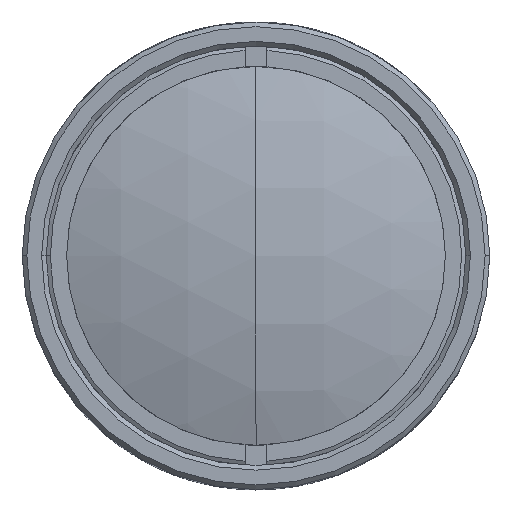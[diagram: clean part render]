
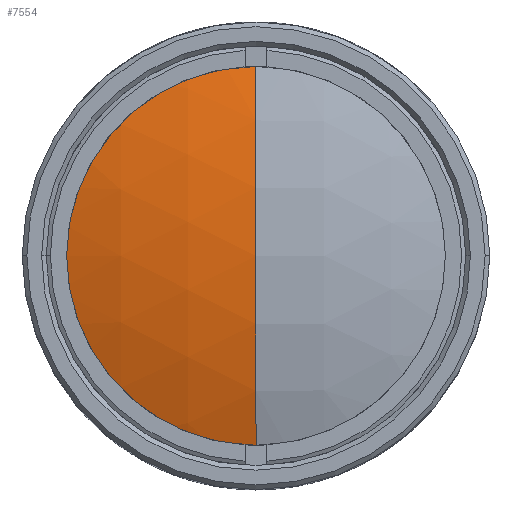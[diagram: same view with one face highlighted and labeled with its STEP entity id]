
A CAD part, top view. The second image highlights one B-rep face of the part: STEP entity #7554.
In plain terms, the highlighted spherical face has radius 32.525 mm.
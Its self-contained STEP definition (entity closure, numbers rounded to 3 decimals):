
#470 = AXIS2_PLACEMENT_3D ( 'NONE', #649, #7864, #1690 ) ;
#649 = CARTESIAN_POINT ( 'NONE',  ( 0., 0., -33.282 ) ) ;
#1405 = DIRECTION ( 'NONE',  ( -1., 0., 0. ) ) ;
#1528 = DIRECTION ( 'NONE',  ( -1., 0., 0. ) ) ;
#1690 = DIRECTION ( 'NONE',  ( 0., 0., -1. ) ) ;
#1960 = FACE_OUTER_BOUND ( 'NONE', #4436, .T. ) ;
#2264 = EDGE_CURVE ( 'NONE', #4096, #4081, #12793, .T. ) ;
#2275 = SPHERICAL_SURFACE ( 'NONE', #3137, 32.525 ) ;
#2583 = ORIENTED_EDGE ( 'NONE', *, *, #11013, .F. ) ;
#2640 = AXIS2_PLACEMENT_3D ( 'NONE', #5875, #13065, #6911 ) ;
#3137 = AXIS2_PLACEMENT_3D ( 'NONE', #12708, #1405, #8635 ) ;
#3569 = VERTEX_POINT ( 'NONE', #11970 ) ;
#4056 = CIRCLE ( 'NONE', #2640, 10.913 ) ;
#4081 = VERTEX_POINT ( 'NONE', #11863 ) ;
#4096 = VERTEX_POINT ( 'NONE', #6744 ) ;
#4436 = EDGE_LOOP ( 'NONE', ( #13045, #9900, #2583 ) ) ;
#5875 = CARTESIAN_POINT ( 'NONE',  ( 0., 0., -2.643 ) ) ;
#6744 = CARTESIAN_POINT ( 'NONE',  ( 0., -10.913, -2.643 ) ) ;
#6911 = DIRECTION ( 'NONE',  ( 0., -1., 0. ) ) ;
#7554 = ADVANCED_FACE ( 'NONE', ( #1960 ), #2275, .T. ) ;
#7706 = CARTESIAN_POINT ( 'NONE',  ( 0., 0., -33.282 ) ) ;
#7864 = DIRECTION ( 'NONE',  ( 1., 0., 0. ) ) ;
#8635 = DIRECTION ( 'NONE',  ( 0., 1., 0. ) ) ;
#8756 = DIRECTION ( 'NONE',  ( 0., -1., 0. ) ) ;
#9026 = EDGE_CURVE ( 'NONE', #3569, #4096, #4056, .T. ) ;
#9900 = ORIENTED_EDGE ( 'NONE', *, *, #2264, .T. ) ;
#11013 = EDGE_CURVE ( 'NONE', #3569, #4081, #11239, .T. ) ;
#11239 = CIRCLE ( 'NONE', #470, 32.525 ) ;
#11863 = CARTESIAN_POINT ( 'NONE',  ( 0., 0., -0.757 ) ) ;
#11970 = CARTESIAN_POINT ( 'NONE',  ( 0., 10.913, -2.643 ) ) ;
#12527 = AXIS2_PLACEMENT_3D ( 'NONE', #7706, #1528, #8756 ) ;
#12708 = CARTESIAN_POINT ( 'NONE',  ( 0., 0., -33.282 ) ) ;
#12793 = CIRCLE ( 'NONE', #12527, 32.525 ) ;
#13045 = ORIENTED_EDGE ( 'NONE', *, *, #9026, .T. ) ;
#13065 = DIRECTION ( 'NONE',  ( 0., 0., 1. ) ) ;
